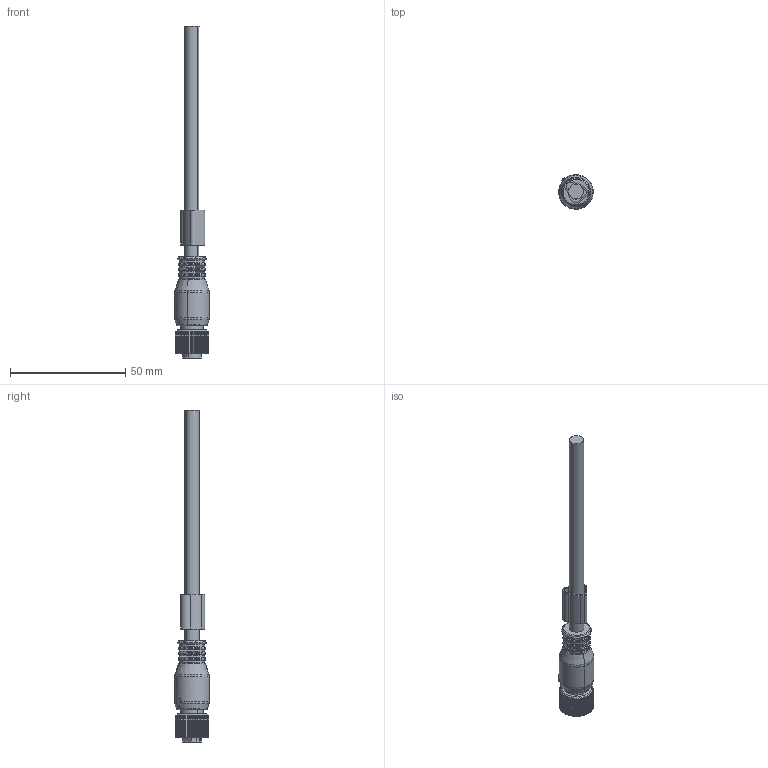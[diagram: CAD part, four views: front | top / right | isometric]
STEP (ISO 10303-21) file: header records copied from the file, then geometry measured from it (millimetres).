
FILE_DESCRIPTION(('CATIA V5 STEP Exchange','CAx-IF Rec.Pracs.--- Model Styling and Organization---1.4--- 2014-01-23'),'2;1');
FILE_NAME ('455982-1_1_1111440200_1111440200.stp','2020-04-03T09:28:32+00:00',('none'),('Weidmueller'),'CATIA Version 5-6 Release 2016 SP3 HF44','CATIA V5 STEP AP214','none');
FILE_SCHEMA(('AUTOMOTIVE_DESIGN { 1 0 10303 214 1 1 1 1 }'));
Length unit declared in the file: millimetre
Products named in the file (1): 1111440200
Bounding box: 14.98 x 14.98 x 144 mm (x, y, z)
Volume: 11557.5 mm3; surface area: 9569.8 mm2
Topology: 20 solids, 20 shells, 710 faces, 1742 edges, 1091 vertices
Faces by surface type: plane 259, cylinder 258, torus 89, cone 84, bspline 16, revolution 4
Entity records: 19982 total; most frequent: CARTESIAN_POINT 5101, ORIENTED_EDGE 3448, DIRECTION 2253, EDGE_CURVE 1724, AXIS2_PLACEMENT_3D 1182, VERTEX_POINT 1091, EDGE_LOOP 777, CIRCLE 748
